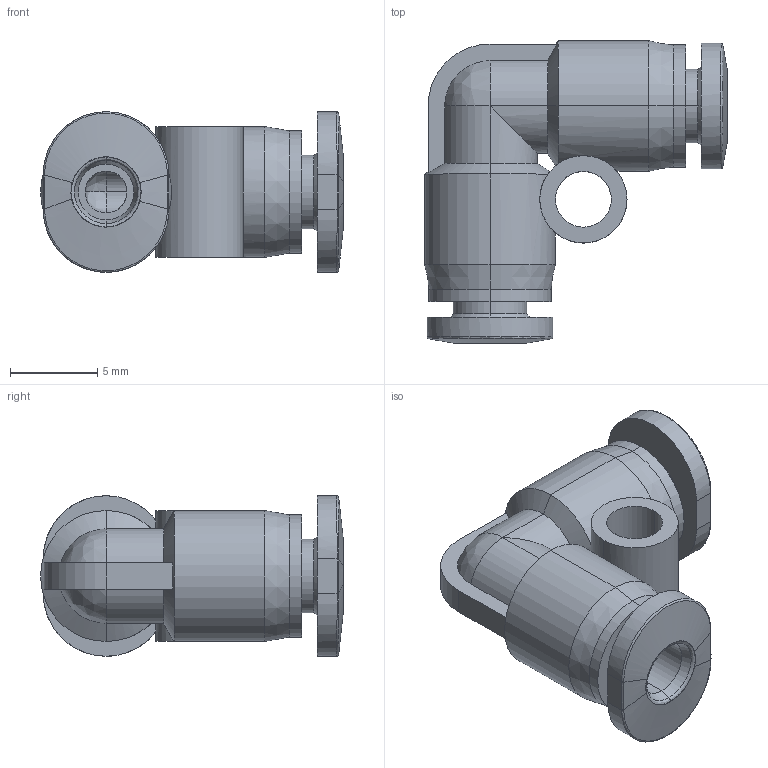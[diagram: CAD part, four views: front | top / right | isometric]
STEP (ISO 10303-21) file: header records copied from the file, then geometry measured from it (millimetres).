
FILE_DESCRIPTION (( 'STEP AP203' ), '1' );
FILE_NAME ('UL18.step', '2016-02-15T20:02:15', ( '' ), ( '' ), 'SwSTEP 2.0', 'SolidWorks 2015', '' );
FILE_SCHEMA (( 'CONFIG_CONTROL_DESIGN' ));
Length unit declared in the file: inch
Products named in the file (1): UL18
Bounding box: 17.35 x 17.35 x 9.2 mm (x, y, z)
Volume: 876.6 mm3; surface area: 1246 mm2
Topology: 1 solids, 1 shells, 103 faces, 241 edges, 143 vertices
Faces by surface type: cylinder 37, bspline 32, plane 18, cone 16
Entity records: 5461 total; most frequent: CARTESIAN_POINT 3221, ORIENTED_EDGE 478, DIRECTION 397, EDGE_CURVE 239, AXIS2_PLACEMENT_3D 155, VERTEX_POINT 143, EDGE_LOOP 114, FACE_OUTER_BOUND 103
